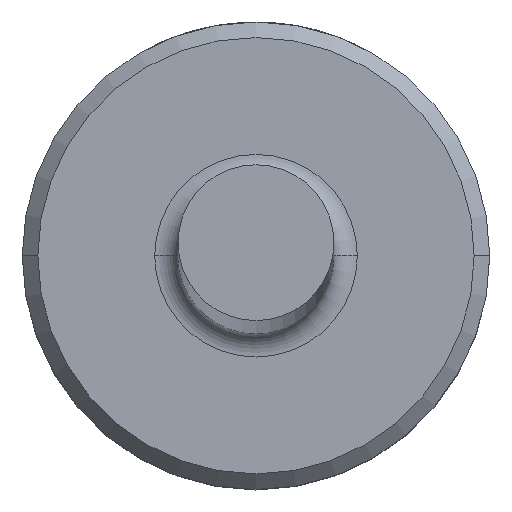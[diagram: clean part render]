
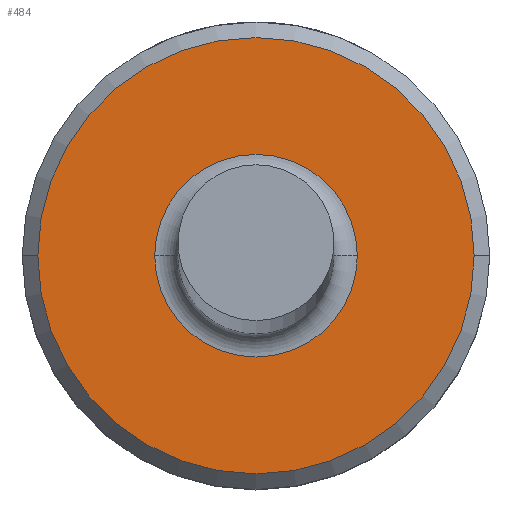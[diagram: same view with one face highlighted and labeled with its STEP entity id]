
A CAD part, top view. The second image highlights one B-rep face of the part: STEP entity #484.
In plain terms, the highlighted planar face has unit normal (0, 0, 1).
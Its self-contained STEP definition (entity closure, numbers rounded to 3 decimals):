
#11 = DIRECTION ( 'NONE',  ( 0., 0., 1. ) ) ;
#16 = CARTESIAN_POINT ( 'NONE',  ( 0., 0., 4. ) ) ;
#29 = FACE_BOUND ( 'NONE', #647, .T. ) ;
#41 = ORIENTED_EDGE ( 'NONE', *, *, #433, .T. ) ;
#47 = DIRECTION ( 'NONE',  ( 0., 0., -1. ) ) ;
#120 = DIRECTION ( 'NONE',  ( 1., 0., 0. ) ) ;
#123 = CARTESIAN_POINT ( 'NONE',  ( 0., 0., 4. ) ) ;
#127 = CIRCLE ( 'NONE', #767, 2.8 ) ;
#157 = ORIENTED_EDGE ( 'NONE', *, *, #1032, .T. ) ;
#166 = CIRCLE ( 'NONE', #745, 1.3 ) ;
#202 = AXIS2_PLACEMENT_3D ( 'NONE', #123, #11, #793 ) ;
#206 = CARTESIAN_POINT ( 'NONE',  ( -2.8, 0., 4. ) ) ;
#310 = PLANE ( 'NONE',  #202 ) ;
#323 = DIRECTION ( 'NONE',  ( 1., 0., 0. ) ) ;
#327 = VERTEX_POINT ( 'NONE', #756 ) ;
#364 = EDGE_CURVE ( 'NONE', #477, #327, #127, .T. ) ;
#408 = DIRECTION ( 'NONE',  ( 0., 0., 1. ) ) ;
#420 = CARTESIAN_POINT ( 'NONE',  ( 0., 0., 4. ) ) ;
#433 = EDGE_CURVE ( 'NONE', #829, #998, #1019, .T. ) ;
#477 = VERTEX_POINT ( 'NONE', #206 ) ;
#484 = ADVANCED_FACE ( 'NONE', ( #738, #29 ), #310, .T. ) ;
#495 = DIRECTION ( 'NONE',  ( -1., 0., 0. ) ) ;
#498 = DIRECTION ( 'NONE',  ( 0., 0., -1. ) ) ;
#501 = AXIS2_PLACEMENT_3D ( 'NONE', #16, #669, #120 ) ;
#574 = CARTESIAN_POINT ( 'NONE',  ( 0., 0., 4. ) ) ;
#606 = CARTESIAN_POINT ( 'NONE',  ( 0., 0., 4. ) ) ;
#618 = CARTESIAN_POINT ( 'NONE',  ( 1.3, 0., 4. ) ) ;
#647 = EDGE_LOOP ( 'NONE', ( #1015, #41 ) ) ;
#669 = DIRECTION ( 'NONE',  ( 0., 0., 1. ) ) ;
#693 = DIRECTION ( 'NONE',  ( -1., 0., 0. ) ) ;
#702 = EDGE_CURVE ( 'NONE', #998, #829, #166, .T. ) ;
#738 = FACE_OUTER_BOUND ( 'NONE', #996, .T. ) ;
#745 = AXIS2_PLACEMENT_3D ( 'NONE', #606, #47, #693 ) ;
#756 = CARTESIAN_POINT ( 'NONE',  ( 2.8, 0., 4. ) ) ;
#767 = AXIS2_PLACEMENT_3D ( 'NONE', #420, #408, #323 ) ;
#793 = DIRECTION ( 'NONE',  ( 1., 0., 0. ) ) ;
#829 = VERTEX_POINT ( 'NONE', #618 ) ;
#951 = ORIENTED_EDGE ( 'NONE', *, *, #364, .T. ) ;
#987 = CARTESIAN_POINT ( 'NONE',  ( -1.3, 0., 4. ) ) ;
#995 = AXIS2_PLACEMENT_3D ( 'NONE', #574, #498, #495 ) ;
#996 = EDGE_LOOP ( 'NONE', ( #951, #157 ) ) ;
#998 = VERTEX_POINT ( 'NONE', #987 ) ;
#1015 = ORIENTED_EDGE ( 'NONE', *, *, #702, .T. ) ;
#1019 = CIRCLE ( 'NONE', #995, 1.3 ) ;
#1032 = EDGE_CURVE ( 'NONE', #327, #477, #1097, .T. ) ;
#1097 = CIRCLE ( 'NONE', #501, 2.8 ) ;
